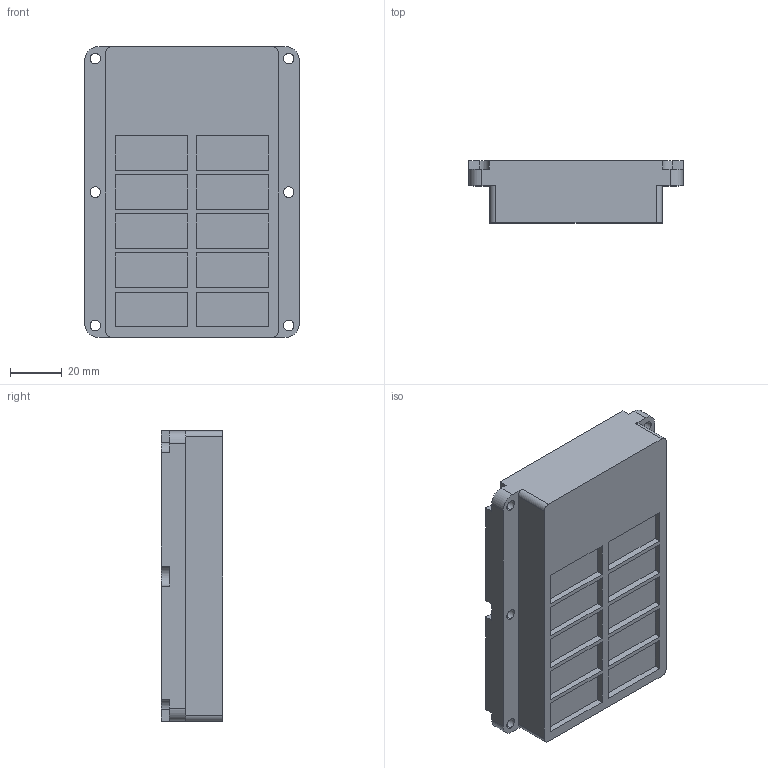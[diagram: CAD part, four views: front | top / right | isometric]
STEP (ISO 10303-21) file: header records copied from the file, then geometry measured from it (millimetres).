
FILE_DESCRIPTION (( 'STEP AP214' ), '1' );
FILE_NAME ('1006387D.stp', '2019-08-19T19:03:41', ( '' ), ( '' ), 'SwSTEP 2.0', 'SolidWorks 2019', '' );
FILE_SCHEMA (( 'AUTOMOTIVE_DESIGN' ));
Length unit declared in the file: inch
Products named in the file (1): 1006387D
Bounding box: 82.8 x 23.88 x 112.2 mm (x, y, z)
Volume: 180743.9 mm3; surface area: 30683.2 mm2
Topology: 1 solids, 1 shells, 129 faces, 342 edges, 228 vertices
Faces by surface type: plane 91, cylinder 38
Entity records: 4056 total; most frequent: CARTESIAN_POINT 700, ORIENTED_EDGE 684, DIRECTION 678, EDGE_CURVE 342, LINE 266, VECTOR 266, VERTEX_POINT 228, AXIS2_PLACEMENT_3D 206
